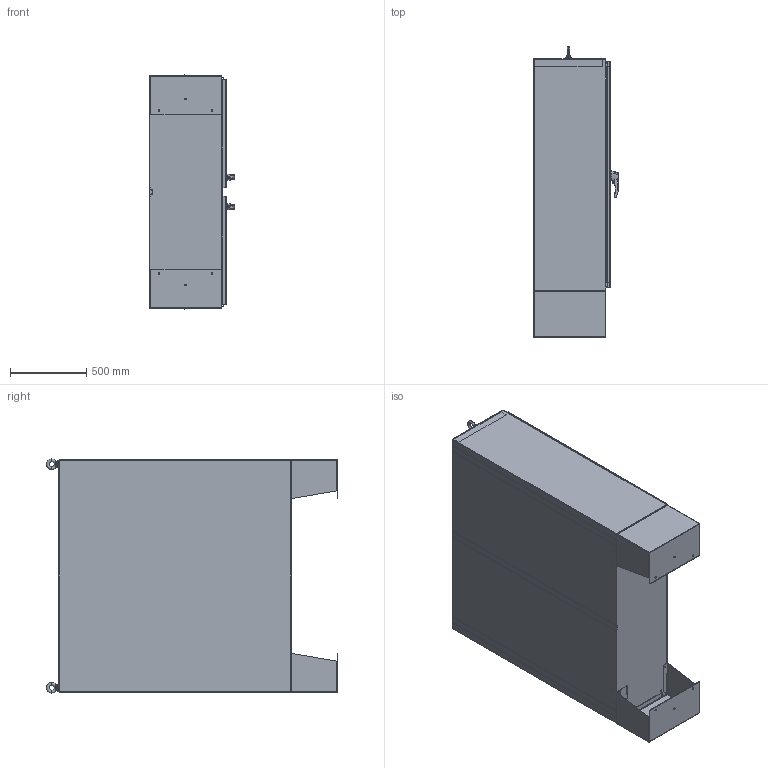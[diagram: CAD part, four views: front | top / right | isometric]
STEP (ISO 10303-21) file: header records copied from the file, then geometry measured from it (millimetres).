
FILE_DESCRIPTION (( 'STEP AP214' ), '1' );
FILE_NAME ('HN4FM606018SS.STEP', '2019-09-04T18:12:15', ( '' ), ( '' ), 'SwSTEP 2.0', 'SolidWorks 2018', '' );
FILE_SCHEMA (( 'AUTOMOTIVE_DESIGN' ));
Length unit declared in the file: inch
Products named in the file (1): HN4FM606018SS
Bounding box: 558.55 x 1913.15 x 1539.42 mm (x, y, z)
Volume: 31646448.8 mm3; surface area: 25017918.5 mm2
Topology: 130 solids, 132 shells, 3752 faces, 9687 edges, 6247 vertices
Faces by surface type: plane 1732, cylinder 1659, bspline 188, cone 157, torus 16
Entity records: 183768 total; most frequent: CARTESIAN_POINT 41878, ORIENTED_EDGE 19330, DIRECTION 19278, EDGE_CURVE 9665, AXIS2_PLACEMENT_3D 6990, VERTEX_POINT 6247, VECTOR 5298, LINE 5298
